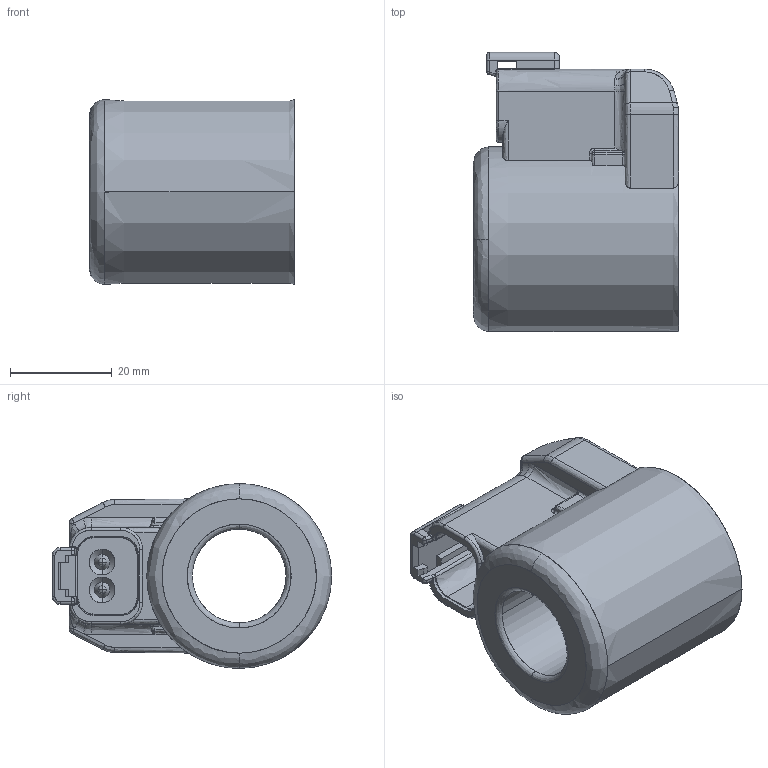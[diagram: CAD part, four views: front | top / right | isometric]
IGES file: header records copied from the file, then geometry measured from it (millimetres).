
Start section: SolidWorks IGES file using analytic representation for surfaces
Global section: file name: Magnetspule_36-40_Deutsch-Stecker.IGS; native system: SolidWorks 2014; preprocessor: SolidWorks 2014; author: Neubauer; date: 160718.083528; units: millimetre
Bounding box: 40.3 x 54.85 x 36.3 mm (x, y, z)
Surface area: 11641.7 mm2 (no closed solid volume)
Topology: 0 solids, 0 shells, 222 faces, 1937 edges, 1925 vertices
Faces by surface type: bspline 137, revolution 85
